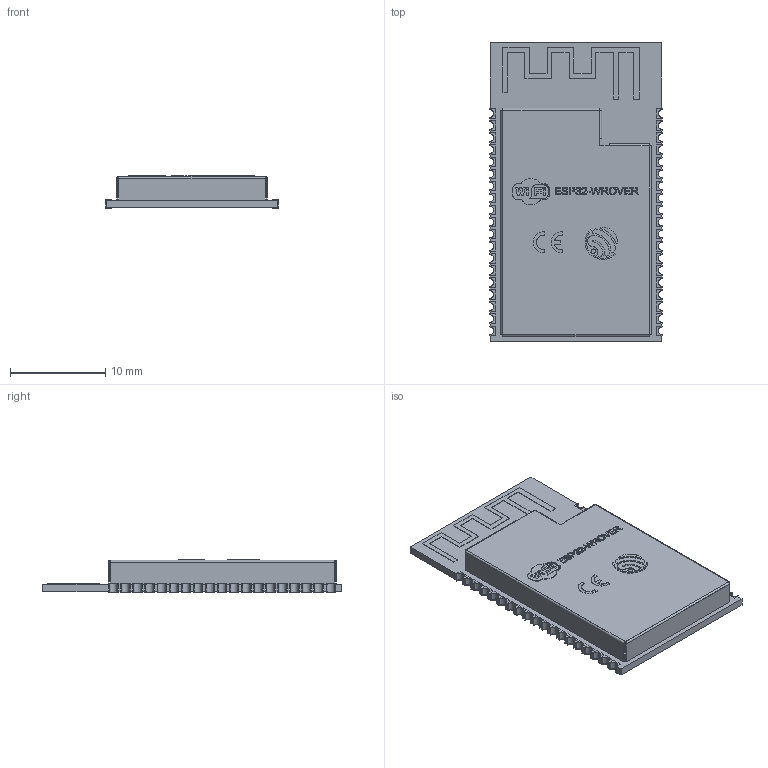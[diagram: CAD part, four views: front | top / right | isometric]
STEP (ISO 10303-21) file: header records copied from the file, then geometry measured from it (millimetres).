
FILE_DESCRIPTION(('FreeCAD Model'),'2;1');
FILE_NAME('Open CASCADE Shape Model','2025-02-28T12:34:04',(''),(''), 'Open CASCADE STEP processor 7.8','FreeCAD','Unknown');
FILE_SCHEMA(('AP242_MANAGED_MODEL_BASED_3D_ENGINEERING_MIM_LF. {1 0 10303 442 1 1 4 }'));
Length unit declared in the file: millimetre
Products named in the file (11): esp_wrover_module; PCB; Right_pads; Left_pads; Pad001; Box; Logo_espressif_petit; Logo_CE002; Logo_WIFI; Text_ESP32; Antenne
Assembly tree (28 placements, depth 3):
  esp_wrover_module
    PCB
    Right_pads
    Left_pads
      Pad001  x19
    Box
    Logo_espressif_petit
    Logo_CE002
    Logo_WIFI
    Text_ESP32
    Antenne
Bounding box: 18.1 x 31.4 x 3.4 mm (x, y, z)
Volume: 507.7 mm3; surface area: 2504.9 mm2
Topology: 64 solids, 64 shells, 877 faces, 2261 edges, 1512 vertices
Faces by surface type: plane 500, extrusion 239, cylinder 88, bspline 50
Entity records: 48545 total; most frequent: CARTESIAN_POINT 11454, DIRECTION 5728, VECTOR 4298, LINE 4059, ORIENTED_EDGE 3874, PCURVE 3874, DEFINITIONAL_REPRESENTATION 3874, EDGE_CURVE 1937
